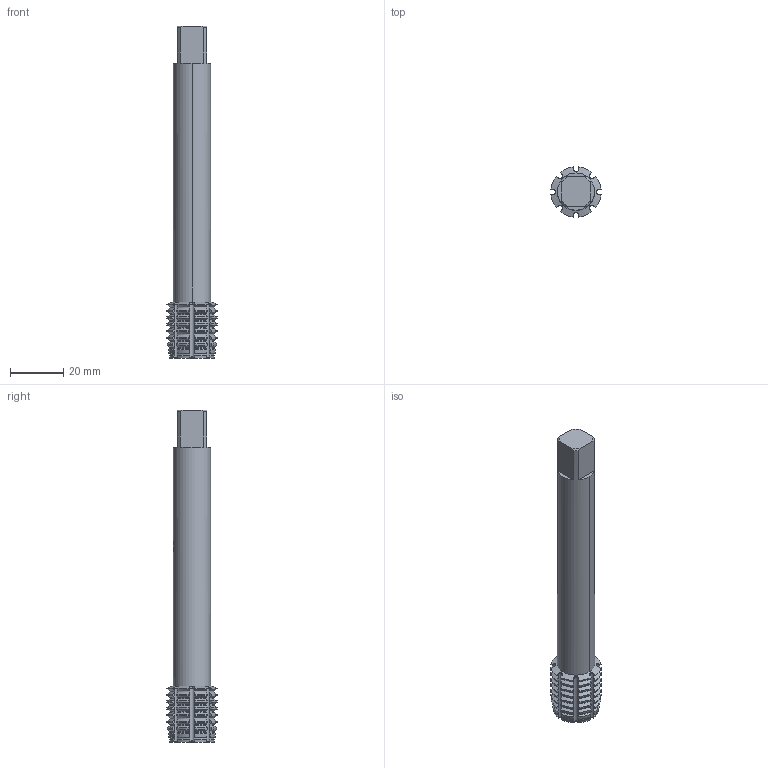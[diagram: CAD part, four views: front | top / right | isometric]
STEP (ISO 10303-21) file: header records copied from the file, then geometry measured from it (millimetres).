
FILE_DESCRIPTION(('no description'),'unknown implementation level');
FILE_NAME('solidpFsqiSx7IJ2pnM_eo8P3Hx6ueqA_1.STP',' ',('CIM GmbH Aachen'),('CADClick - KiM GmbH - www.kimweb.de'),'unknown preprocess','ACIS','unknown authorization');
FILE_SCHEMA(('automotive_design'));
Length unit declared in the file: millimetre
Products named in the file (2): 1; 2
Bounding box: 18.93 x 18.93 x 125 mm (x, y, z)
Volume: 20298.8 mm3; surface area: 8900.3 mm2
Topology: 2 solids, 2 shells, 497 faces, 1471 edges, 978 vertices
Faces by surface type: cone 178, plane 161, cylinder 142, torus 16
Entity records: 34764 total; most frequent: CARTESIAN_POINT 5515, STYLED_ITEM 2948, PRESENTATION_STYLE_ASSIGNMENT 2948, COLOUR_RGB 2948, ORIENTED_EDGE 2942, DIRECTION 2503, EDGE_CURVE 1471, CURVE_STYLE 1471
